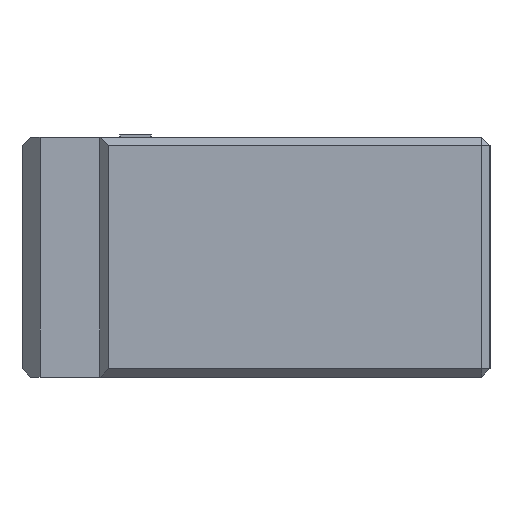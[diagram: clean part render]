
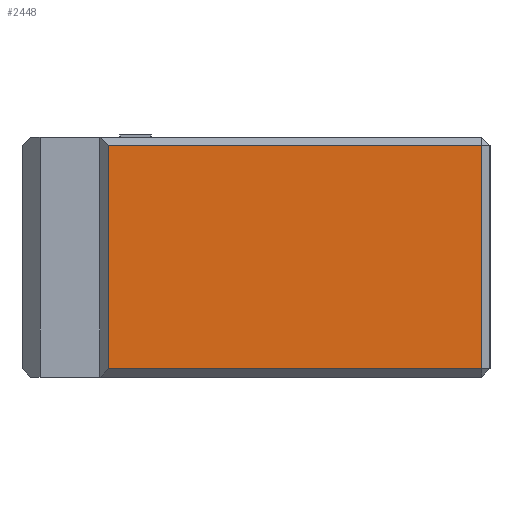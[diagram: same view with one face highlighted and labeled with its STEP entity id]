
A CAD part, left-side view. The second image highlights one B-rep face of the part: STEP entity #2448.
In plain terms, the highlighted planar face has unit normal (-1, 0, 0).
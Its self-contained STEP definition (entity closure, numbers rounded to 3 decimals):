
#215=PLANE('',#2619);
#351=FACE_OUTER_BOUND('',#523,.T.);
#523=EDGE_LOOP('',(#2235,#2236,#2237,#2238));
#751=LINE('',#4517,#975);
#752=LINE('',#4520,#976);
#754=LINE('',#4524,#978);
#756=LINE('',#4527,#980);
#975=VECTOR('',#3119,10.);
#976=VECTOR('',#3122,10.);
#978=VECTOR('',#3126,10.);
#980=VECTOR('',#3130,10.);
#1261=VERTEX_POINT('',#4483);
#1262=VERTEX_POINT('',#4488);
#1267=VERTEX_POINT('',#4519);
#1268=VERTEX_POINT('',#4523);
#1593=EDGE_CURVE('',#1261,#1262,#751,.T.);
#1594=EDGE_CURVE('',#1262,#1267,#752,.T.);
#1596=EDGE_CURVE('',#1268,#1261,#754,.T.);
#1598=EDGE_CURVE('',#1267,#1268,#756,.T.);
#2235=ORIENTED_EDGE('',*,*,#1593,.F.);
#2236=ORIENTED_EDGE('',*,*,#1596,.F.);
#2237=ORIENTED_EDGE('',*,*,#1598,.F.);
#2238=ORIENTED_EDGE('',*,*,#1594,.F.);
#2448=ADVANCED_FACE('',(#351),#215,.T.);
#2619=AXIS2_PLACEMENT_3D('',#4529,#3133,#3134);
#3119=DIRECTION('',(0.,0.,-1.));
#3122=DIRECTION('',(0.,1.,0.));
#3126=DIRECTION('',(0.,-1.,0.));
#3130=DIRECTION('',(0.,0.,1.));
#3133=DIRECTION('center_axis',(-1.,0.,0.));
#3134=DIRECTION('ref_axis',(0.,-1.,0.));
#4483=CARTESIAN_POINT('',(-30.,0.7,19.3));
#4488=CARTESIAN_POINT('',(-30.,0.7,0.7));
#4517=CARTESIAN_POINT('',(-30.,0.7,0.));
#4519=CARTESIAN_POINT('',(-30.,31.8,0.7));
#4520=CARTESIAN_POINT('',(-30.,25.573,0.7));
#4523=CARTESIAN_POINT('',(-30.,31.8,19.3));
#4524=CARTESIAN_POINT('',(-30.,25.573,19.3));
#4527=CARTESIAN_POINT('',(-30.,31.8,0.));
#4529=CARTESIAN_POINT('Origin',(-30.,32.5,0.));
